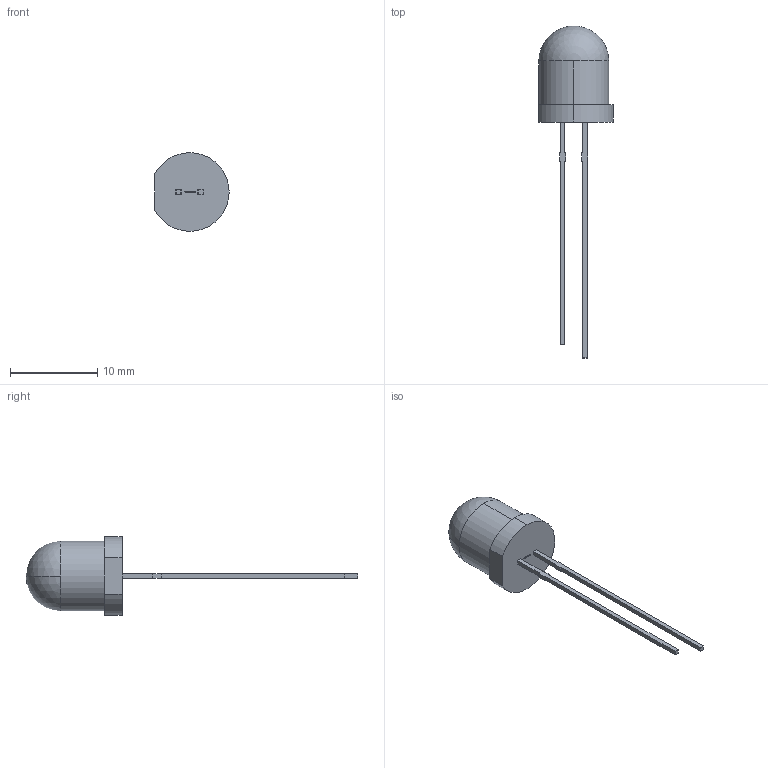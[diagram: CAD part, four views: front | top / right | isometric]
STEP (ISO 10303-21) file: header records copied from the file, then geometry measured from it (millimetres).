
FILE_DESCRIPTION (( 'STEP AP214' ), '1' );
FILE_NAME ('XLxx81.STEP', '2015-08-26T22:39:32', ( '' ), ( '' ), 'SwSTEP 2.0', 'SolidWorks 2012', '' );
FILE_SCHEMA (( 'AUTOMOTIVE_DESIGN' ));
Length unit declared in the file: millimetre
Products named in the file (1): XLxx81
Bounding box: 8.5 x 38 x 9 mm (x, y, z)
Volume: 523.1 mm3; surface area: 462.9 mm2
Topology: 1 solids, 1 shells, 199 faces, 545 edges, 362 vertices
Faces by surface type: plane 135, bspline 57, cylinder 5, sphere 2
Entity records: 11001 total; most frequent: CARTESIAN_POINT 4242, ORIENTED_EDGE 1086, DIRECTION 730, EDGE_CURVE 543, VECTOR 414, LINE 414, VERTEX_POINT 362, EDGE_LOOP 215
